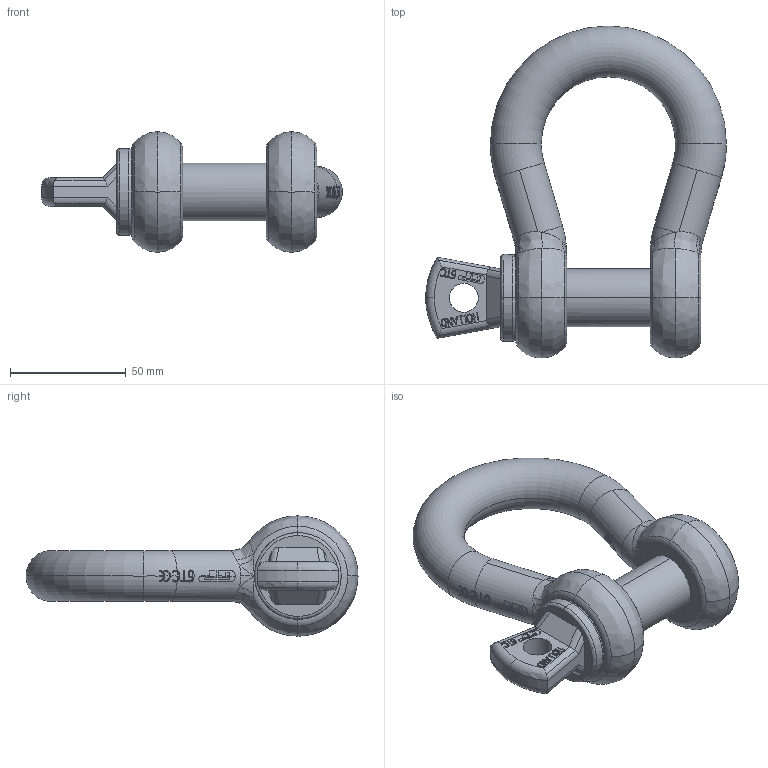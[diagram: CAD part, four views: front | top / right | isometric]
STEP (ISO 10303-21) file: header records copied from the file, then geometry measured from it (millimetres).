
FILE_DESCRIPTION(('STEP AP214'),'1');
FILE_NAME('gpghbb22.stp','2017-03-31T06:05:27',('TraceParts'),('TraceParts S.A.'),'Spatial InterOp 3D',' ',' ');
FILE_SCHEMA(('automotive_design'));
Length unit declared in the file: millimetre
Products named in the file (2): gpghbb22_1; gpghbb22_2
Bounding box: 130 x 143.5 x 52 mm (x, y, z)
Volume: 196971.3 mm3; surface area: 41648.4 mm2
Topology: 2 solids, 2 shells, 632 faces, 2021 edges, 1418 vertices
Faces by surface type: bspline 242, plane 224, cylinder 113, torus 50, cone 3
Entity records: 32175 total; most frequent: CARTESIAN_POINT 12404, ORIENTED_EDGE 4026, EDGE_CURVE 2013, DIRECTION 1567, VERTEX_POINT 1418, B_SPLINE_CURVE_WITH_KNOTS 1316, EDGE_LOOP 671, STYLED_ITEM 634
